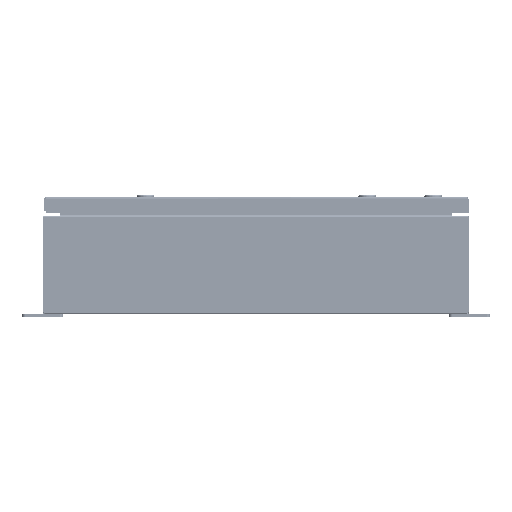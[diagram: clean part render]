
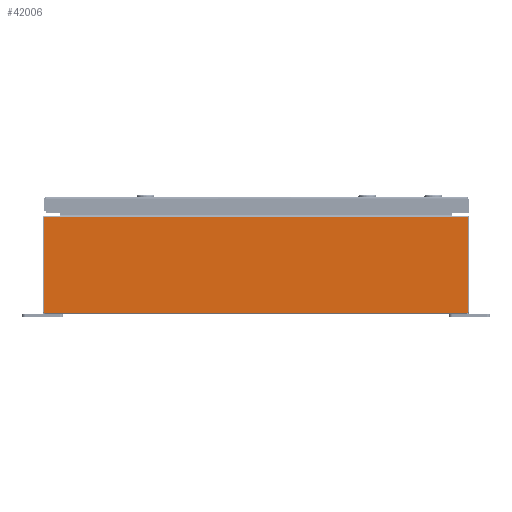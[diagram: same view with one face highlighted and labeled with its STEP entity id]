
A CAD part, left-side view. The second image highlights one B-rep face of the part: STEP entity #42006.
In plain terms, the highlighted planar face has unit normal (-1, 0, 0).
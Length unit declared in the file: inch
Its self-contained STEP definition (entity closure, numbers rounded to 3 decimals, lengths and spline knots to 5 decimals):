
#431 = DIRECTION ( 'NONE',  ( 0., 1., 0. ) ) ;
#1126 = DIRECTION ( 'NONE',  ( 0., 0., -1. ) ) ;
#1164 = CARTESIAN_POINT ( 'NONE',  ( -19.5, 12.91469, 0.02749 ) ) ;
#1468 = EDGE_LOOP ( 'NONE', ( #23601, #39093, #25234, #47939, #17907, #18835 ) ) ;
#3283 = DIRECTION ( 'NONE',  ( 0., 0., -1. ) ) ;
#3590 = DIRECTION ( 'NONE',  ( 0., 0., 1. ) ) ;
#3886 = VECTOR ( 'NONE', #14349, 39.37008 ) ;
#3926 = EDGE_CURVE ( 'NONE', #20194, #23780, #14683, .T. ) ;
#6411 = CIRCLE ( 'NONE', #27332, 0.0625 ) ;
#9227 = VERTEX_POINT ( 'NONE', #17826 ) ;
#9813 = EDGE_CURVE ( 'NONE', #23780, #27141, #18643, .T. ) ;
#10221 = DIRECTION ( 'NONE',  ( 0., 1., 0. ) ) ;
#10916 = AXIS2_PLACEMENT_3D ( 'NONE', #46039, #23573, #1126 ) ;
#11163 = EDGE_CURVE ( 'NONE', #32972, #27141, #13839, .T. ) ;
#13839 = LINE ( 'NONE', #33025, #3886 ) ;
#14257 = CARTESIAN_POINT ( 'NONE',  ( -19.5, 0., 0. ) ) ;
#14349 = DIRECTION ( 'NONE',  ( 0., 0., 1. ) ) ;
#14683 = LINE ( 'NONE', #29734, #43440 ) ;
#16419 = CARTESIAN_POINT ( 'NONE',  ( -19.5, -12.91469, 5.8376 ) ) ;
#17826 = CARTESIAN_POINT ( 'NONE',  ( -19.5, 12.87467, 0.013 ) ) ;
#17907 = ORIENTED_EDGE ( 'NONE', *, *, #3926, .T. ) ;
#17920 = CIRCLE ( 'NONE', #10916, 0.0625 ) ;
#18015 = CARTESIAN_POINT ( 'NONE',  ( -19.5, -12.91469, -0.03501 ) ) ;
#18643 = LINE ( 'NONE', #36459, #47361 ) ;
#18835 = ORIENTED_EDGE ( 'NONE', *, *, #9813, .T. ) ;
#20194 = VERTEX_POINT ( 'NONE', #46444 ) ;
#21785 = DIRECTION ( 'NONE',  ( 0., 0., -1. ) ) ;
#23571 = FACE_OUTER_BOUND ( 'NONE', #1468, .T. ) ;
#23573 = DIRECTION ( 'NONE',  ( 1., 0., 0. ) ) ;
#23601 = ORIENTED_EDGE ( 'NONE', *, *, #11163, .F. ) ;
#23780 = VERTEX_POINT ( 'NONE', #16419 ) ;
#25234 = ORIENTED_EDGE ( 'NONE', *, *, #48058, .F. ) ;
#25603 = VERTEX_POINT ( 'NONE', #27703 ) ;
#25690 = DIRECTION ( 'NONE',  ( 1., 0., 0. ) ) ;
#27141 = VERTEX_POINT ( 'NONE', #27534 ) ;
#27332 = AXIS2_PLACEMENT_3D ( 'NONE', #18015, #44237, #21785 ) ;
#27534 = CARTESIAN_POINT ( 'NONE',  ( -19.5, 12.91469, 5.8376 ) ) ;
#27703 = CARTESIAN_POINT ( 'NONE',  ( -19.5, -12.87467, 0.013 ) ) ;
#29572 = EDGE_CURVE ( 'NONE', #32972, #9227, #17920, .T. ) ;
#29734 = CARTESIAN_POINT ( 'NONE',  ( -19.5, -12.91469, 0. ) ) ;
#31449 = VECTOR ( 'NONE', #431, 39.37008 ) ;
#32972 = VERTEX_POINT ( 'NONE', #1164 ) ;
#33025 = CARTESIAN_POINT ( 'NONE',  ( -19.5, 12.91469, 0. ) ) ;
#33193 = EDGE_CURVE ( 'NONE', #25603, #20194, #6411, .T. ) ;
#34207 = CARTESIAN_POINT ( 'NONE',  ( -19.5, 13., 0.013 ) ) ;
#36257 = AXIS2_PLACEMENT_3D ( 'NONE', #14257, #25690, #3283 ) ;
#36459 = CARTESIAN_POINT ( 'NONE',  ( -19.5, -12.91469, 5.8376 ) ) ;
#39093 = ORIENTED_EDGE ( 'NONE', *, *, #29572, .T. ) ;
#40644 = PLANE ( 'NONE',  #36257 ) ;
#41420 = LINE ( 'NONE', #34207, #31449 ) ;
#42006 = ADVANCED_FACE ( 'NONE', ( #23571 ), #40644, .F. ) ;
#43440 = VECTOR ( 'NONE', #3590, 39.37008 ) ;
#44237 = DIRECTION ( 'NONE',  ( 1., 0., 0. ) ) ;
#46039 = CARTESIAN_POINT ( 'NONE',  ( -19.5, 12.91469, -0.03501 ) ) ;
#46444 = CARTESIAN_POINT ( 'NONE',  ( -19.5, -12.91469, 0.02749 ) ) ;
#47361 = VECTOR ( 'NONE', #10221, 39.37008 ) ;
#47939 = ORIENTED_EDGE ( 'NONE', *, *, #33193, .T. ) ;
#48058 = EDGE_CURVE ( 'NONE', #25603, #9227, #41420, .T. ) ;
